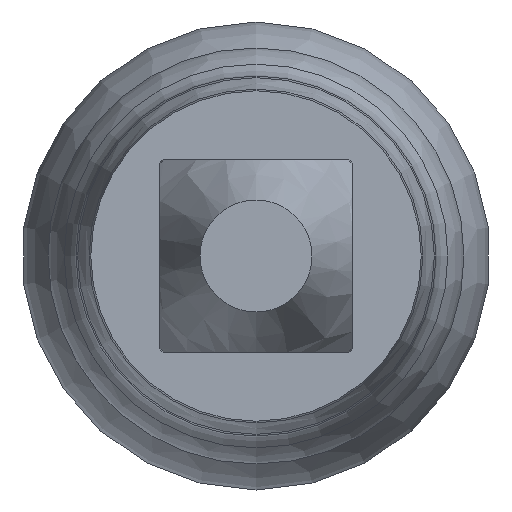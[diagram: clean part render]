
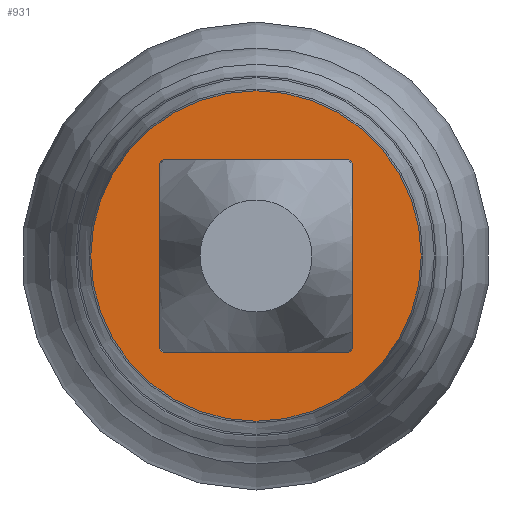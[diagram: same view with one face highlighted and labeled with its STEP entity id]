
A CAD part, left-side view. The second image highlights one B-rep face of the part: STEP entity #931.
In plain terms, the highlighted planar face has unit normal (-1, 0, 0).
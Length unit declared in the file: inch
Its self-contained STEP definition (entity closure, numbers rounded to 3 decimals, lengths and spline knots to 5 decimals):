
#13 = DIRECTION ( 'NONE',  ( 0., 0., -1. ) ) ;
#25 = VERTEX_POINT ( 'NONE', #607 ) ;
#26 = CARTESIAN_POINT ( 'NONE',  ( 0., 0.01153, -0.01153 ) ) ;
#32 = ORIENTED_EDGE ( 'NONE', *, *, #740, .T. ) ;
#38 = CARTESIAN_POINT ( 'NONE',  ( 0., -0.01153, 0.01203 ) ) ;
#56 = DIRECTION ( 'NONE',  ( 0., 0., -1. ) ) ;
#58 = ORIENTED_EDGE ( 'NONE', *, *, #1049, .F. ) ;
#113 = PLANE ( 'NONE',  #365 ) ;
#128 = LINE ( 'NONE', #251, #446 ) ;
#132 = VERTEX_POINT ( 'NONE', #1061 ) ;
#136 = CIRCLE ( 'NONE', #787, 0.02065 ) ;
#141 = DIRECTION ( 'NONE',  ( 0., -1., 0. ) ) ;
#168 = EDGE_CURVE ( 'NONE', #302, #519, #847, .T. ) ;
#182 = CARTESIAN_POINT ( 'NONE',  ( 0., -0.01153, 0.01153 ) ) ;
#212 = CIRCLE ( 'NONE', #734, 0.0005 ) ;
#224 = ORIENTED_EDGE ( 'NONE', *, *, #168, .F. ) ;
#236 = EDGE_CURVE ( 'NONE', #684, #778, #968, .T. ) ;
#246 = LINE ( 'NONE', #494, #822 ) ;
#251 = CARTESIAN_POINT ( 'NONE',  ( 0., 0.02065, 0.01203 ) ) ;
#260 = EDGE_LOOP ( 'NONE', ( #32 ) ) ;
#280 = EDGE_CURVE ( 'NONE', #863, #684, #515, .T. ) ;
#282 = CARTESIAN_POINT ( 'NONE',  ( 0., 0.01153, 0.01153 ) ) ;
#291 = VECTOR ( 'NONE', #584, 39.37008 ) ;
#302 = VERTEX_POINT ( 'NONE', #815 ) ;
#315 = CARTESIAN_POINT ( 'NONE',  ( 0., 0.01203, 0.01153 ) ) ;
#326 = CARTESIAN_POINT ( 'NONE',  ( 0., -0.01203, -0.01153 ) ) ;
#330 = ORIENTED_EDGE ( 'NONE', *, *, #975, .F. ) ;
#365 = AXIS2_PLACEMENT_3D ( 'NONE', #721, #809, #13 ) ;
#419 = VERTEX_POINT ( 'NONE', #999 ) ;
#446 = VECTOR ( 'NONE', #777, 39.37008 ) ;
#478 = DIRECTION ( 'NONE',  ( -1., 0., 0. ) ) ;
#494 = CARTESIAN_POINT ( 'NONE',  ( 0., 0.02065, -0.01203 ) ) ;
#505 = ORIENTED_EDGE ( 'NONE', *, *, #720, .F. ) ;
#511 = CARTESIAN_POINT ( 'NONE',  ( 0., 0., 0. ) ) ;
#515 = CIRCLE ( 'NONE', #927, 0.0005 ) ;
#518 = CARTESIAN_POINT ( 'NONE',  ( 0., 0.01153, 0.01203 ) ) ;
#519 = VERTEX_POINT ( 'NONE', #38 ) ;
#531 = DIRECTION ( 'NONE',  ( 0., 0., -1. ) ) ;
#581 = CARTESIAN_POINT ( 'NONE',  ( 0., 0.01203, -0.01153 ) ) ;
#584 = DIRECTION ( 'NONE',  ( 0., 0., 1. ) ) ;
#607 = CARTESIAN_POINT ( 'NONE',  ( 0., -0.01153, -0.01203 ) ) ;
#635 = FACE_OUTER_BOUND ( 'NONE', #260, .T. ) ;
#661 = DIRECTION ( 'NONE',  ( -1., 0., 0. ) ) ;
#684 = VERTEX_POINT ( 'NONE', #315 ) ;
#685 = DIRECTION ( 'NONE',  ( 0., 0., 1. ) ) ;
#690 = CIRCLE ( 'NONE', #854, 0.0005 ) ;
#693 = ORIENTED_EDGE ( 'NONE', *, *, #920, .F. ) ;
#695 = DIRECTION ( 'NONE',  ( 0., 0., -1. ) ) ;
#720 = EDGE_CURVE ( 'NONE', #25, #1190, #212, .T. ) ;
#721 = CARTESIAN_POINT ( 'NONE',  ( 0., 0.02065, 0. ) ) ;
#734 = AXIS2_PLACEMENT_3D ( 'NONE', #1142, #661, #56 ) ;
#740 = EDGE_CURVE ( 'NONE', #132, #132, #136, .T. ) ;
#741 = DIRECTION ( 'NONE',  ( 0., 0., -1. ) ) ;
#745 = EDGE_CURVE ( 'NONE', #519, #863, #128, .T. ) ;
#773 = ORIENTED_EDGE ( 'NONE', *, *, #280, .F. ) ;
#777 = DIRECTION ( 'NONE',  ( 0., 1., 0. ) ) ;
#778 = VERTEX_POINT ( 'NONE', #581 ) ;
#783 = ORIENTED_EDGE ( 'NONE', *, *, #236, .F. ) ;
#785 = CARTESIAN_POINT ( 'NONE',  ( 0., 0.01203, 0. ) ) ;
#787 = AXIS2_PLACEMENT_3D ( 'NONE', #511, #478, #685 ) ;
#809 = DIRECTION ( 'NONE',  ( 1., 0., 0. ) ) ;
#815 = CARTESIAN_POINT ( 'NONE',  ( 0., -0.01203, 0.01153 ) ) ;
#818 = VECTOR ( 'NONE', #695, 39.37008 ) ;
#822 = VECTOR ( 'NONE', #141, 39.37008 ) ;
#835 = LINE ( 'NONE', #961, #291 ) ;
#847 = CIRCLE ( 'NONE', #891, 0.0005 ) ;
#849 = ORIENTED_EDGE ( 'NONE', *, *, #745, .F. ) ;
#854 = AXIS2_PLACEMENT_3D ( 'NONE', #26, #1108, #741 ) ;
#863 = VERTEX_POINT ( 'NONE', #518 ) ;
#891 = AXIS2_PLACEMENT_3D ( 'NONE', #182, #1107, #531 ) ;
#910 = FACE_BOUND ( 'NONE', #1175, .T. ) ;
#920 = EDGE_CURVE ( 'NONE', #778, #419, #690, .T. ) ;
#927 = AXIS2_PLACEMENT_3D ( 'NONE', #282, #977, #1109 ) ;
#931 = ADVANCED_FACE ( 'NONE', ( #635, #910 ), #113, .F. ) ;
#961 = CARTESIAN_POINT ( 'NONE',  ( 0., -0.01203, 0. ) ) ;
#968 = LINE ( 'NONE', #785, #818 ) ;
#975 = EDGE_CURVE ( 'NONE', #1190, #302, #835, .T. ) ;
#977 = DIRECTION ( 'NONE',  ( -1., 0., 0. ) ) ;
#999 = CARTESIAN_POINT ( 'NONE',  ( 0., 0.01153, -0.01203 ) ) ;
#1049 = EDGE_CURVE ( 'NONE', #419, #25, #246, .T. ) ;
#1061 = CARTESIAN_POINT ( 'NONE',  ( 0., 0., 0.02065 ) ) ;
#1107 = DIRECTION ( 'NONE',  ( -1., 0., 0. ) ) ;
#1108 = DIRECTION ( 'NONE',  ( -1., 0., 0. ) ) ;
#1109 = DIRECTION ( 'NONE',  ( 0., 0., -1. ) ) ;
#1142 = CARTESIAN_POINT ( 'NONE',  ( 0., -0.01153, -0.01153 ) ) ;
#1175 = EDGE_LOOP ( 'NONE', ( #693, #783, #773, #849, #224, #330, #505, #58 ) ) ;
#1190 = VERTEX_POINT ( 'NONE', #326 ) ;
